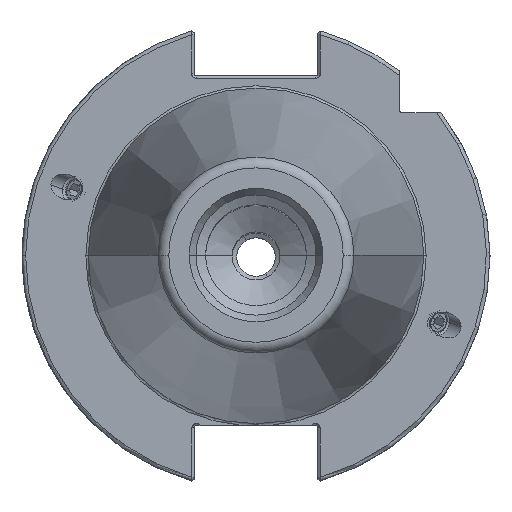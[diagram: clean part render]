
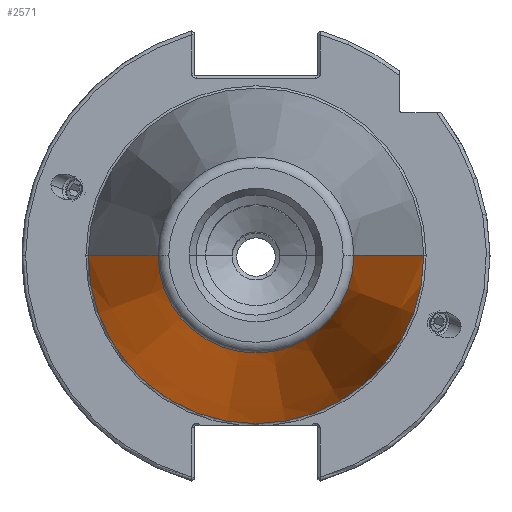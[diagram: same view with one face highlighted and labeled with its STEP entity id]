
A CAD part, top view. The second image highlights one B-rep face of the part: STEP entity #2571.
In plain terms, the highlighted conical face has half-angle 8.297 degrees and reference radius 20.108 mm.
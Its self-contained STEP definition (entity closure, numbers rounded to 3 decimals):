
#481 = LINE ( 'NONE', #6862, #622 ) ;
#573 = EDGE_CURVE ( 'NONE', #3958, #4301, #481, .T. ) ;
#622 = VECTOR ( 'NONE', #13834, 1000. ) ;
#750 = VECTOR ( 'NONE', #9607, 1000. ) ;
#785 = CARTESIAN_POINT ( 'NONE',  ( 0., 0., 99.675 ) ) ;
#1860 = DIRECTION ( 'NONE',  ( 1., 0., 0. ) ) ;
#1899 = CARTESIAN_POINT ( 'NONE',  ( 0., 0., 0. ) ) ;
#2571 = ADVANCED_FACE ( 'NONE', ( #9806 ), #13879, .T. ) ;
#2823 = CARTESIAN_POINT ( 'NONE',  ( 0., 0., 101.6 ) ) ;
#2941 = DIRECTION ( 'NONE',  ( -1., 0., 0. ) ) ;
#3142 = EDGE_LOOP ( 'NONE', ( #4789, #7018, #3970, #9248 ) ) ;
#3157 = CARTESIAN_POINT ( 'NONE',  ( -34.925, 0., 0. ) ) ;
#3538 = VERTEX_POINT ( 'NONE', #3157 ) ;
#3958 = VERTEX_POINT ( 'NONE', #10220 ) ;
#3970 = ORIENTED_EDGE ( 'NONE', *, *, #13052, .T. ) ;
#4211 = AXIS2_PLACEMENT_3D ( 'NONE', #1899, #9443, #2941 ) ;
#4301 = VERTEX_POINT ( 'NONE', #8783 ) ;
#4789 = ORIENTED_EDGE ( 'NONE', *, *, #573, .F. ) ;
#4983 = CIRCLE ( 'NONE', #4211, 34.925 ) ;
#5346 = VERTEX_POINT ( 'NONE', #9553 ) ;
#6305 = DIRECTION ( 'NONE',  ( 0., 0., -1. ) ) ;
#6862 = CARTESIAN_POINT ( 'NONE',  ( 20.108, 0., 101.6 ) ) ;
#7018 = ORIENTED_EDGE ( 'NONE', *, *, #8805, .T. ) ;
#7198 = EDGE_CURVE ( 'NONE', #4301, #3538, #4983, .T. ) ;
#7449 = CARTESIAN_POINT ( 'NONE',  ( -20.108, 0., 101.6 ) ) ;
#8070 = AXIS2_PLACEMENT_3D ( 'NONE', #2823, #6305, #13918 ) ;
#8174 = AXIS2_PLACEMENT_3D ( 'NONE', #785, #8328, #1860 ) ;
#8328 = DIRECTION ( 'NONE',  ( 0., 0., -1. ) ) ;
#8783 = CARTESIAN_POINT ( 'NONE',  ( 34.925, 0., 0. ) ) ;
#8805 = EDGE_CURVE ( 'NONE', #3958, #5346, #10161, .T. ) ;
#9248 = ORIENTED_EDGE ( 'NONE', *, *, #7198, .F. ) ;
#9443 = DIRECTION ( 'NONE',  ( 0., 0., -1. ) ) ;
#9553 = CARTESIAN_POINT ( 'NONE',  ( -20.389, 0., 99.675 ) ) ;
#9607 = DIRECTION ( 'NONE',  ( -0.144, 0., -0.99 ) ) ;
#9690 = LINE ( 'NONE', #7449, #750 ) ;
#9806 = FACE_OUTER_BOUND ( 'NONE', #3142, .T. ) ;
#10161 = CIRCLE ( 'NONE', #8174, 20.389 ) ;
#10220 = CARTESIAN_POINT ( 'NONE',  ( 20.389, 0., 99.675 ) ) ;
#13052 = EDGE_CURVE ( 'NONE', #5346, #3538, #9690, .T. ) ;
#13834 = DIRECTION ( 'NONE',  ( 0.144, 0., -0.99 ) ) ;
#13879 = CONICAL_SURFACE ( 'NONE', #8070, 20.108, 0.145 ) ;
#13918 = DIRECTION ( 'NONE',  ( -1., 0., 0. ) ) ;
